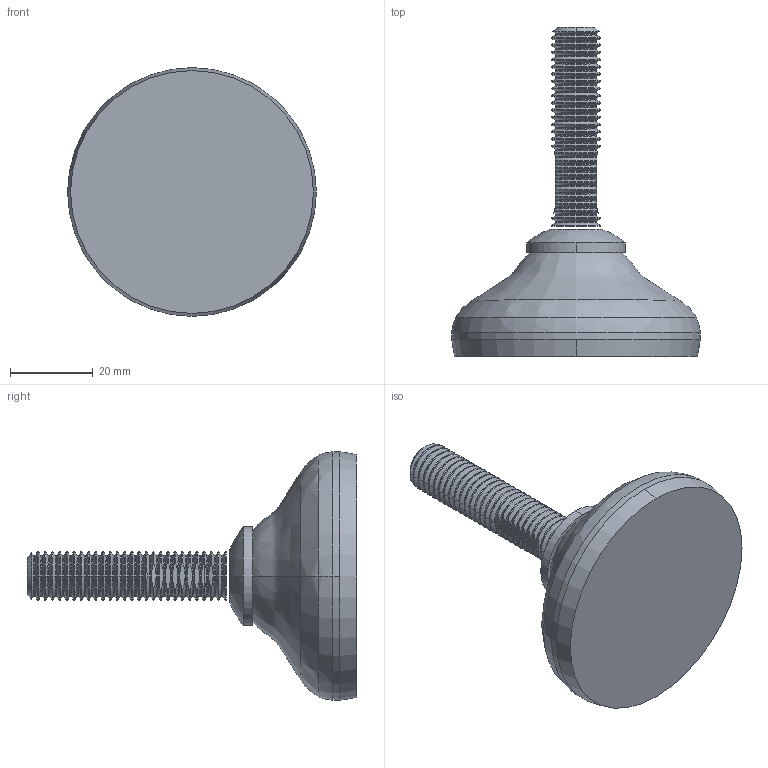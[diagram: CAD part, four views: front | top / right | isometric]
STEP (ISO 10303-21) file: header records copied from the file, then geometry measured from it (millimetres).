
FILE_DESCRIPTION (( 'STEP AP214' ), '1' );
FILE_NAME ('H060(n)a-H1250_49_49(1.75), AISI 316_Shell.step', '2021-02-02T13:19:21', ( '' ), ( '' ), 'SwSTEP 2.0', 'SolidWorks 2019', '' );
FILE_SCHEMA (( 'AUTOMOTIVE_DESIGN' ));
Length unit declared in the file: millimetre
Products named in the file (1): H060(n)a-H1250_49_49(1.75), AISI 316_Shell
Bounding box: 60.3 x 79.9 x 60.3 mm (x, y, z)
Surface area: 11249.5 mm2 (no closed solid volume)
Topology: 0 solids, 4 shells, 314 faces, 698 edges, 388 vertices
Faces by surface type: torus 162, cone 114, plane 18, cylinder 12, bspline 6, sphere 2
Entity records: 13312 total; most frequent: CARTESIAN_POINT 2895, DIRECTION 1634, ORIENTED_EDGE 1384, AXIS2_PLACEMENT_3D 757, EDGE_CURVE 698, CIRCLE 448, VERTEX_POINT 388, UNCERTAINTY_MEASURE_WITH_UNIT 316
